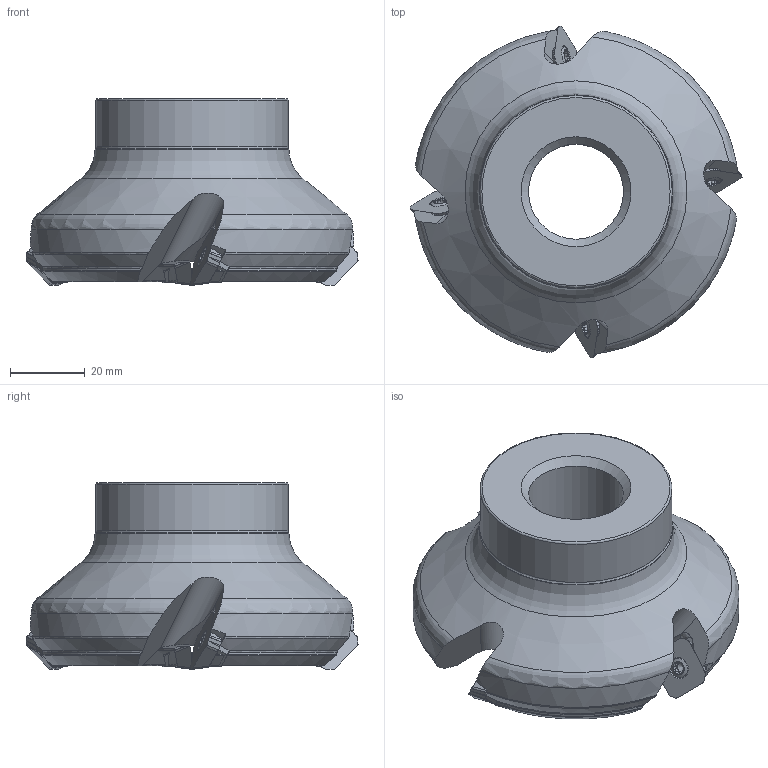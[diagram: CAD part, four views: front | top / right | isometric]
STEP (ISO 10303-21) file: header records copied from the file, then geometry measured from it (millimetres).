
FILE_DESCRIPTION(/* description */ (''),/* implementation_level */ '2;1');
FILE_NAME(/* name */ 'toolassembly_1.stp',/* time_stamp */ '2019-05-02T16:50:26+02:00',/* author */ (''),/* organization */ ('SMS'),/* preprocessor_version */ 'ST-DEVELOPER v15',/* originating_system */ 'SIEMENS PLM Software NX 8.5',/* authorisation */ '');
FILE_SCHEMA (('AUTOMOTIVE_DESIGN { 1 0 10303 214 3 1 1 1 }'));
Length unit declared in the file: millimetre
Products named in the file (4): CUT_20190502164951; NOCUT_20190502164813; ASSEMBLY_CONSTRUCTION; TOOLASSEMBLY_1
Assembly tree (6 placements, depth 2):
  TOOLASSEMBLY_1
    ASSEMBLY_CONSTRUCTION
    NOCUT_20190502164813
    CUT_20190502164951  x4
Bounding box: 88.82 x 88.82 x 50.02 mm (x, y, z)
Volume: 126914.5 mm3; surface area: 25185.3 mm2
Topology: 5 solids, 5 shells, 583 faces, 1763 edges, 1218 vertices
Faces by surface type: plane 219, extrusion 148, cone 74, cylinder 64, torus 62, sphere 16
Full cylindrical faces by diameter (mm): 3.5 x4, 4.1 x4, 5.25 x4, 25.41 x1, 36.1 x1, 51.386 x1, 51.886 x1
Entity records: 18857 total; most frequent: CARTESIAN_POINT 7278, ORIENTED_EDGE 2486, DIRECTION 2201, EDGE_CURVE 1243, AXIS2_PLACEMENT_3D 874, VERTEX_POINT 847, EDGE_LOOP 520, B_SPLINE_CURVE_WITH_KNOTS 464
